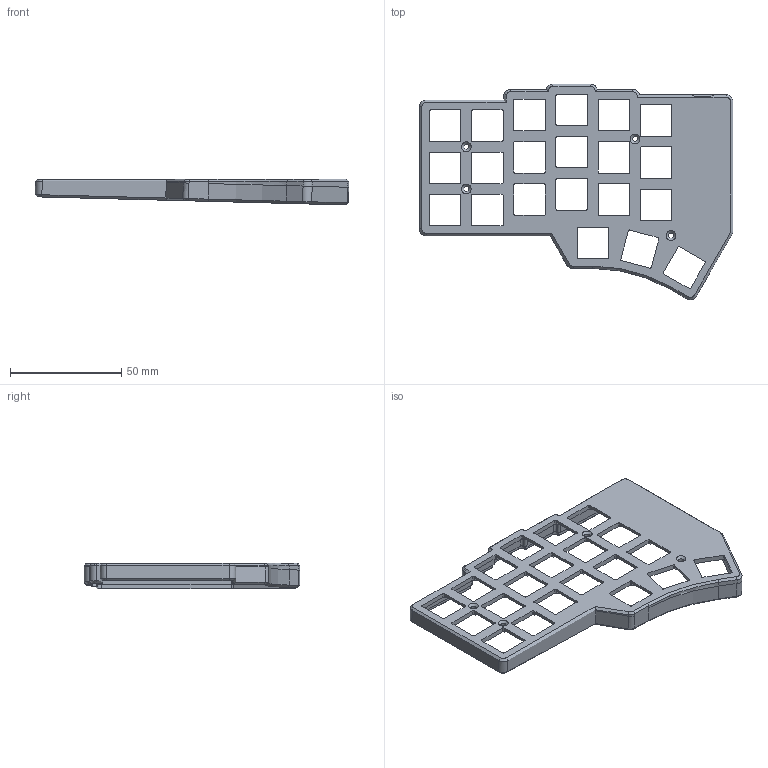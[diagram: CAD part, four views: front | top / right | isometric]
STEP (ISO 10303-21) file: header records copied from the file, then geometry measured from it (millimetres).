
FILE_DESCRIPTION(/* description */ (''),/* implementation_level */ '2;1');
FILE_NAME(/* name */ 'top.step',/* time_stamp */ '2023-11-06T03:24:21+03:00',/* author */ (''),/* organization */ (''),/* preprocessor_version */ 'ST-DEVELOPER v20',/* originating_system */ 'Autodesk Translation Framework v12.14.0.127',/* authorisation */ '');
FILE_SCHEMA (('AUTOMOTIVE_DESIGN { 1 0 10303 214 3 1 1 }'));
Length unit declared in the file: millimetre
Products named in the file (1): Tilted Top
Bounding box: 141.18 x 96.93 x 11.66 mm (x, y, z)
Volume: 16827.8 mm3; surface area: 22201.9 mm2
Topology: 1 solids, 1 shells, 633 faces, 1823 edges, 1192 vertices
Faces by surface type: plane 338, cylinder 225, bspline 30, cone 24, torus 16
Full cylindrical faces by diameter (mm): 2.4 x4
Entity records: 21474 total; most frequent: CARTESIAN_POINT 4560, ORIENTED_EDGE 3644, DIRECTION 3430, EDGE_CURVE 1822, LINE 1236, VECTOR 1236, VERTEX_POINT 1192, AXIS2_PLACEMENT_3D 1097
